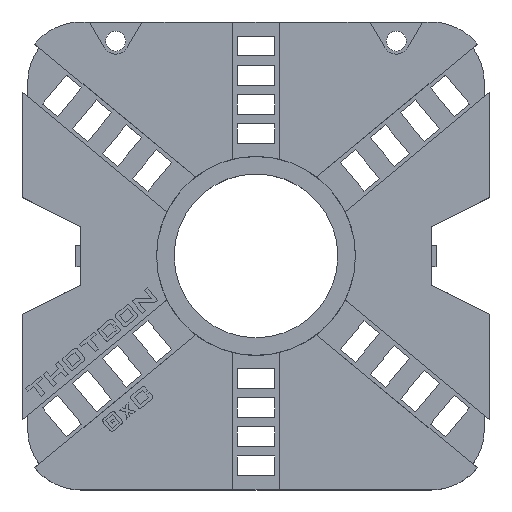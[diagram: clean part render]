
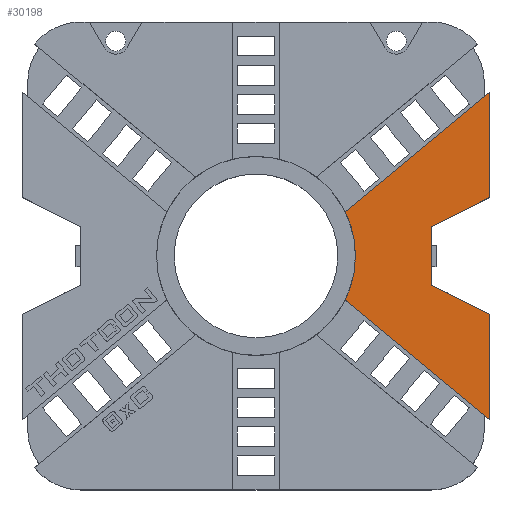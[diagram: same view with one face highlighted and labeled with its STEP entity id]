
A CAD part, top view. The second image highlights one B-rep face of the part: STEP entity #30198.
In plain terms, the highlighted planar face has unit normal (0, 0, 1).
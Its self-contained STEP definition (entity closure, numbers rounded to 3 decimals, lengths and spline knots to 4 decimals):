
#89=CIRCLE('',#30911,0.85);
#667=PLANE('',#31025);
#2213=FACE_OUTER_BOUND('',#3898,.T.);
#3898=EDGE_LOOP('',(#26119,#26120,#26121,#26122,#26123,#26124,#26125,#26126));
#6093=LINE('',#57642,#8714);
#6100=LINE('',#57654,#8721);
#6107=LINE('',#57669,#8728);
#6224=LINE('',#57935,#8845);
#6231=LINE('',#57947,#8852);
#6236=LINE('',#57956,#8857);
#6282=LINE('',#58061,#8903);
#8714=VECTOR('',#33901,0.3937);
#8721=VECTOR('',#33910,0.3937);
#8728=VECTOR('',#33919,0.3937);
#8845=VECTOR('',#34156,0.3937);
#8852=VECTOR('',#34165,0.3937);
#8857=VECTOR('',#34172,0.3937);
#8903=VECTOR('',#34260,0.3937);
#13774=VERTEX_POINT('',#57519);
#13775=VERTEX_POINT('',#57521);
#13820=VERTEX_POINT('',#57641);
#13822=VERTEX_POINT('',#57648);
#13831=VERTEX_POINT('',#57668);
#13919=VERTEX_POINT('',#57932);
#13920=VERTEX_POINT('',#57934);
#13924=VERTEX_POINT('',#57946);
#17913=EDGE_CURVE('',#13775,#13774,#89,.T.);
#17975=EDGE_CURVE('',#13775,#13820,#6093,.T.);
#17982=EDGE_CURVE('',#13822,#13820,#6100,.T.);
#17989=EDGE_CURVE('',#13831,#13822,#6107,.T.);
#18131=EDGE_CURVE('',#13920,#13919,#6224,.T.);
#18138=EDGE_CURVE('',#13924,#13920,#6231,.T.);
#18143=EDGE_CURVE('',#13924,#13774,#6236,.T.);
#18198=EDGE_CURVE('',#13919,#13831,#6282,.T.);
#26119=ORIENTED_EDGE('',*,*,#17989,.T.);
#26120=ORIENTED_EDGE('',*,*,#17982,.T.);
#26121=ORIENTED_EDGE('',*,*,#17975,.F.);
#26122=ORIENTED_EDGE('',*,*,#17913,.T.);
#26123=ORIENTED_EDGE('',*,*,#18143,.F.);
#26124=ORIENTED_EDGE('',*,*,#18138,.T.);
#26125=ORIENTED_EDGE('',*,*,#18131,.T.);
#26126=ORIENTED_EDGE('',*,*,#18198,.T.);
#30198=ADVANCED_FACE('',(#2213),#667,.T.);
#30911=AXIS2_PLACEMENT_3D('',#57522,#33796,#33797);
#31025=AXIS2_PLACEMENT_3D('',#58060,#34258,#34259);
#33796=DIRECTION('center_axis',(0.,0.,-1.));
#33797=DIRECTION('ref_axis',(-1.,0.,0.));
#33901=DIRECTION('',(0.771,0.636,0.));
#33910=DIRECTION('',(0.,1.,0.));
#33919=DIRECTION('',(0.894,0.447,0.));
#34156=DIRECTION('',(-0.894,0.447,0.));
#34165=DIRECTION('',(0.,1.,0.));
#34172=DIRECTION('',(-0.771,0.636,0.));
#34258=DIRECTION('center_axis',(0.,0.,1.));
#34259=DIRECTION('ref_axis',(1.,0.,0.));
#34260=DIRECTION('',(0.,1.,0.));
#57519=CARTESIAN_POINT('',(0.7613,-0.3781,0.5));
#57521=CARTESIAN_POINT('',(0.7613,0.3781,0.5));
#57522=CARTESIAN_POINT('Origin',(0.,0.,0.5));
#57641=CARTESIAN_POINT('',(2.,1.4,0.5));
#57642=CARTESIAN_POINT('',(0.442,0.1147,0.5));
#57648=CARTESIAN_POINT('',(2.,0.5,0.5));
#57654=CARTESIAN_POINT('',(2.,-1.5,0.5));
#57668=CARTESIAN_POINT('',(1.5,0.25,0.5));
#57669=CARTESIAN_POINT('',(0.85,-0.075,0.5));
#57932=CARTESIAN_POINT('',(1.5,-0.25,0.5));
#57934=CARTESIAN_POINT('',(2.,-0.5,0.5));
#57935=CARTESIAN_POINT('',(1.1,-0.05,0.5));
#57946=CARTESIAN_POINT('',(2.,-1.4,0.5));
#57947=CARTESIAN_POINT('',(2.,-1.5,0.5));
#57956=CARTESIAN_POINT('',(0.442,-0.1147,0.5));
#58060=CARTESIAN_POINT('Origin',(0.,0.,0.5));
#58061=CARTESIAN_POINT('',(1.5,-0.125,0.5));
